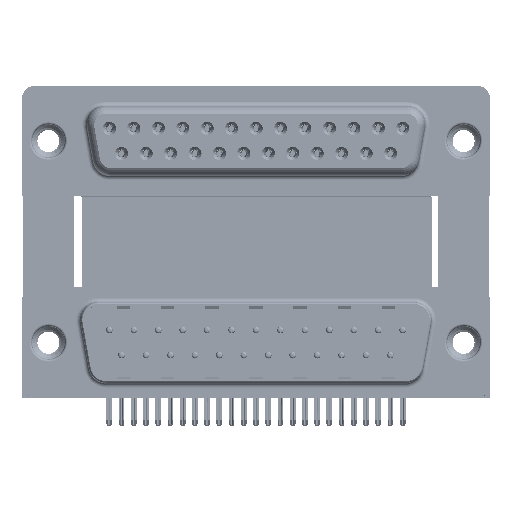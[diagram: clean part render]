
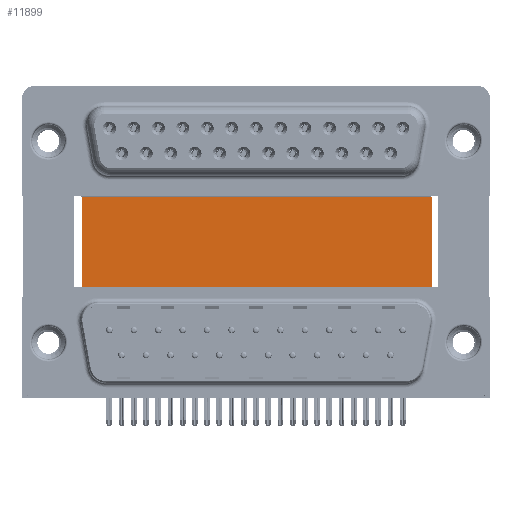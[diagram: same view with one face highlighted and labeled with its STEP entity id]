
A CAD part, top view. The second image highlights one B-rep face of the part: STEP entity #11899.
In plain terms, the highlighted planar face has unit normal (0, 0, 1).
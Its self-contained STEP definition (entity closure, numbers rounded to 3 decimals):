
#122 = LINE ( 'NONE', #20911, #39120 ) ;
#6830 = EDGE_CURVE ( 'NONE', #23306, #14409, #122, .T. ) ;
#8198 = ORIENTED_EDGE ( 'NONE', *, *, #54394, .T. ) ;
#10041 = DIRECTION ( 'NONE',  ( -1., 0., 0. ) ) ;
#10652 = ORIENTED_EDGE ( 'NONE', *, *, #6830, .F. ) ;
#11253 = DIRECTION ( 'NONE',  ( 0., -1., 0. ) ) ;
#11899 = ADVANCED_FACE ( 'NONE', ( #34430 ), #26907, .F. ) ;
#12569 = VECTOR ( 'NONE', #51225, 1000. ) ;
#13197 = CARTESIAN_POINT ( 'NONE',  ( 3.79, -3.735, -12. ) ) ;
#13640 = DIRECTION ( 'NONE',  ( 0., 0., -1. ) ) ;
#14409 = VERTEX_POINT ( 'NONE', #15561 ) ;
#15561 = CARTESIAN_POINT ( 'NONE',  ( 43.43, 16.585, -12. ) ) ;
#16891 = EDGE_CURVE ( 'NONE', #14409, #32722, #46397, .T. ) ;
#20911 = CARTESIAN_POINT ( 'NONE',  ( 3.79, 16.585, -12. ) ) ;
#21687 = CARTESIAN_POINT ( 'NONE',  ( 43.43, 16.585, -12. ) ) ;
#23306 = VERTEX_POINT ( 'NONE', #51785 ) ;
#25353 = LINE ( 'NONE', #42584, #12569 ) ;
#26907 = PLANE ( 'NONE',  #36485 ) ;
#28432 = VECTOR ( 'NONE', #11253, 1000. ) ;
#29212 = DIRECTION ( 'NONE',  ( 1., 0., 0. ) ) ;
#31116 = CARTESIAN_POINT ( 'NONE',  ( 43.43, -3.735, -12. ) ) ;
#31531 = DIRECTION ( 'NONE',  ( 0., -1., 0. ) ) ;
#32722 = VERTEX_POINT ( 'NONE', #31116 ) ;
#34430 = FACE_OUTER_BOUND ( 'NONE', #51681, .T. ) ;
#34899 = EDGE_CURVE ( 'NONE', #23306, #44207, #53233, .T. ) ;
#36485 = AXIS2_PLACEMENT_3D ( 'NONE', #52223, #13640, #10041 ) ;
#37099 = ORIENTED_EDGE ( 'NONE', *, *, #34899, .T. ) ;
#39120 = VECTOR ( 'NONE', #29212, 1000. ) ;
#40448 = ORIENTED_EDGE ( 'NONE', *, *, #16891, .F. ) ;
#42584 = CARTESIAN_POINT ( 'NONE',  ( 3.79, -3.735, -12. ) ) ;
#43065 = VECTOR ( 'NONE', #31531, 1000. ) ;
#44207 = VERTEX_POINT ( 'NONE', #13197 ) ;
#46397 = LINE ( 'NONE', #21687, #28432 ) ;
#51225 = DIRECTION ( 'NONE',  ( 1., 0., 0. ) ) ;
#51681 = EDGE_LOOP ( 'NONE', ( #8198, #40448, #10652, #37099 ) ) ;
#51785 = CARTESIAN_POINT ( 'NONE',  ( 3.79, 16.585, -12. ) ) ;
#52223 = CARTESIAN_POINT ( 'NONE',  ( 3.79, 16.585, -12. ) ) ;
#53233 = LINE ( 'NONE', #53509, #43065 ) ;
#53509 = CARTESIAN_POINT ( 'NONE',  ( 3.79, 16.585, -12. ) ) ;
#54394 = EDGE_CURVE ( 'NONE', #44207, #32722, #25353, .T. ) ;
